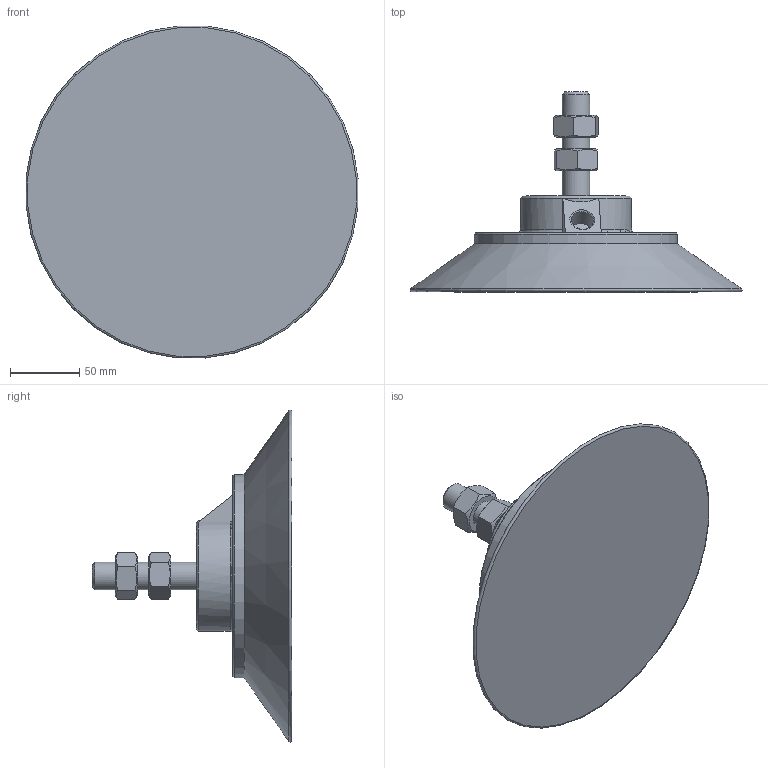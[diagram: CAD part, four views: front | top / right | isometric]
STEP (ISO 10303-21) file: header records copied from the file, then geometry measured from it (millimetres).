
FILE_DESCRIPTION(/* description */ (''),/* implementation_level */ '2;1');
FILE_NAME(/* name */ 'vdl240cn.stp',/* time_stamp */ '2020-11-10T16:41:55+01:00',/* author */ ('enginyeria'),/* organization */ (''),/* preprocessor_version */ 'ST-DEVELOPER v17.2',/* originating_system */ 'Autodesk Inventor 2019',/* authorisation */ '');
FILE_SCHEMA (('CONFIG_CONTROL_DESIGN'));
Length unit declared in the file: millimetre
Products named in the file (1): Pieza140
Bounding box: 239.18 x 144 x 239.18 mm (x, y, z)
Volume: 1371765.2 mm3; surface area: 115741.2 mm2
Topology: 1 solids, 1 shells, 43 faces, 107 edges, 74 vertices
Faces by surface type: plane 25, cone 9, cylinder 7, torus 2
Full cylindrical faces by diameter (mm): 16 x1, 20 x3, 80 x1, 121 x1, 147 x1
Entity records: 1456 total; most frequent: CARTESIAN_POINT 327, DIRECTION 215, ORIENTED_EDGE 214, EDGE_CURVE 107, AXIS2_PLACEMENT_3D 90, VERTEX_POINT 74, EDGE_LOOP 51, CIRCLE 45
